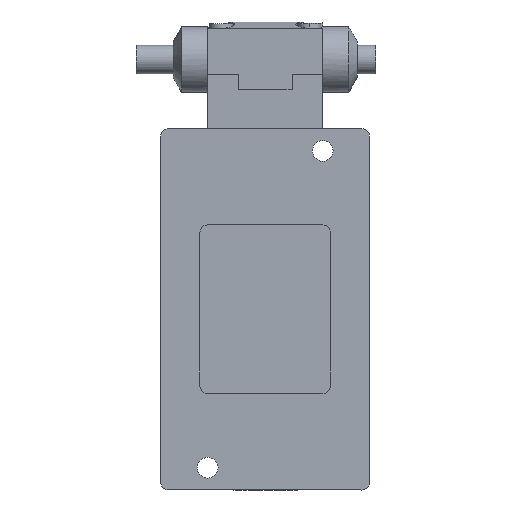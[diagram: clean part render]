
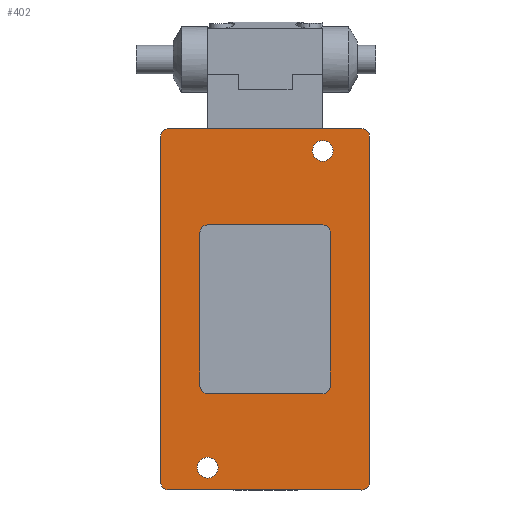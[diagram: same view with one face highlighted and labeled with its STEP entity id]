
A CAD part, front view. The second image highlights one B-rep face of the part: STEP entity #402.
In plain terms, the highlighted planar face has unit normal (0, -1, 0).
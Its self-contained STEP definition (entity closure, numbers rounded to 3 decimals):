
#402=ADVANCED_FACE('FACE98',(#892,#893,#894,#895),#896,.T.);
#892=FACE_BOUND('',#1473,.T.);
#893=FACE_BOUND('',#1474,.T.);
#894=FACE_BOUND('',#1475,.T.);
#895=FACE_OUTER_BOUND('',#1476,.T.);
#896=PLANE('',#1477);
#1473=EDGE_LOOP('',(#2536,#2537,#2538,#2539,#2540,#2541,#2542,#2543));
#1474=EDGE_LOOP('',(#2544,#2545));
#1475=EDGE_LOOP('',(#2546,#2547));
#1476=EDGE_LOOP('',(#2548,#2549,#2550,#2551,#2552,#2553,#2554,#2555));
#1477=AXIS2_PLACEMENT_3D('',#2556,#2557,#2558);
#2536=ORIENTED_EDGE('',*,*,#3571,.T.);
#2537=ORIENTED_EDGE('',*,*,#3568,.T.);
#2538=ORIENTED_EDGE('',*,*,#3565,.T.);
#2539=ORIENTED_EDGE('',*,*,#3562,.T.);
#2540=ORIENTED_EDGE('',*,*,#3559,.T.);
#2541=ORIENTED_EDGE('',*,*,#3556,.T.);
#2542=ORIENTED_EDGE('',*,*,#3553,.T.);
#2543=ORIENTED_EDGE('',*,*,#3550,.T.);
#2544=ORIENTED_EDGE('',*,*,#3605,.T.);
#2545=ORIENTED_EDGE('',*,*,#3607,.T.);
#2546=ORIENTED_EDGE('',*,*,#3597,.T.);
#2547=ORIENTED_EDGE('',*,*,#3599,.T.);
#2548=ORIENTED_EDGE('',*,*,#3589,.T.);
#2549=ORIENTED_EDGE('',*,*,#3592,.T.);
#2550=ORIENTED_EDGE('',*,*,#3575,.T.);
#2551=ORIENTED_EDGE('',*,*,#3711,.T.);
#2552=ORIENTED_EDGE('',*,*,#3713,.T.);
#2553=ORIENTED_EDGE('',*,*,#3714,.T.);
#2554=ORIENTED_EDGE('',*,*,#3580,.T.);
#2555=ORIENTED_EDGE('',*,*,#3585,.T.);
#2556=CARTESIAN_POINT('',(0.,-27.178,59.817));
#2557=DIRECTION('',(0.0,-1.0,0.0));
#2558=DIRECTION('',(0.0,0.0,-1.0));
#3550=EDGE_CURVE('EDGE120',#4262,#4260,#4263,.T.);
#3553=EDGE_CURVE('EDGE122',#4266,#4262,#4267,.T.);
#3556=EDGE_CURVE('EDGE124',#4270,#4266,#4271,.T.);
#3559=EDGE_CURVE('EDGE126',#4274,#4270,#4275,.T.);
#3562=EDGE_CURVE('EDGE128',#4278,#4274,#4279,.T.);
#3565=EDGE_CURVE('EDGE130',#4282,#4278,#4283,.T.);
#3568=EDGE_CURVE('EDGE132',#4286,#4282,#4287,.T.);
#3571=EDGE_CURVE('EDGE134',#4260,#4286,#4290,.T.);
#3575=EDGE_CURVE('EDGE137',#4297,#4295,#4298,.T.);
#3580=EDGE_CURVE('EDGE141',#4306,#4304,#4307,.T.);
#3585=EDGE_CURVE('EDGE145',#4304,#4312,#4314,.T.);
#3589=EDGE_CURVE('EDGE148',#4312,#4318,#4320,.T.);
#3592=EDGE_CURVE('EDGE150',#4318,#4297,#4323,.T.);
#3597=EDGE_CURVE('EDGE154',#4326,#4330,#4332,.T.);
#3599=EDGE_CURVE('EDGE155',#4330,#4326,#4334,.T.);
#3605=EDGE_CURVE('EDGE160',#4338,#4342,#4344,.T.);
#3607=EDGE_CURVE('EDGE161',#4342,#4338,#4346,.T.);
#3711=EDGE_CURVE('EDGE237',#4295,#4494,#4496,.T.);
#3713=EDGE_CURVE('EDGE238',#4494,#4498,#4499,.T.);
#3714=EDGE_CURVE('EDGE239',#4498,#4306,#4500,.T.);
#4260=VERTEX_POINT('VERTEX79',#5227);
#4262=VERTEX_POINT('VERTEX80',#5230);
#4263=LINE('',#5231,#5232);
#4266=VERTEX_POINT('VERTEX81',#5236);
#4267=CIRCLE('',#5237,2.54);
#4270=VERTEX_POINT('VERTEX82',#5241);
#4271=LINE('',#5242,#5243);
#4274=VERTEX_POINT('VERTEX83',#5247);
#4275=CIRCLE('',#5248,2.54);
#4278=VERTEX_POINT('VERTEX84',#5252);
#4279=LINE('',#5253,#5254);
#4282=VERTEX_POINT('VERTEX85',#5258);
#4283=CIRCLE('',#5259,2.54);
#4286=VERTEX_POINT('VERTEX86',#5263);
#4287=LINE('',#5264,#5265);
#4290=CIRCLE('',#5269,2.54);
#4295=VERTEX_POINT('VERTEX89',#5275);
#4297=VERTEX_POINT('VERTEX90',#5278);
#4298=LINE('',#5279,#5280);
#4304=VERTEX_POINT('VERTEX93',#5288);
#4306=VERTEX_POINT('VERTEX94',#5291);
#4307=LINE('',#5292,#5293);
#4312=VERTEX_POINT('VERTEX96',#5299);
#4314=CIRCLE('',#5302,2.54);
#4318=VERTEX_POINT('VERTEX98',#5307);
#4320=LINE('',#5310,#5311);
#4323=CIRCLE('',#5314,2.54);
#4326=VERTEX_POINT('VERTEX100',#5317);
#4330=VERTEX_POINT('VERTEX102',#5322);
#4332=CIRCLE('',#5325,3.429);
#4334=CIRCLE('',#5327,3.429);
#4338=VERTEX_POINT('VERTEX104',#5331);
#4342=VERTEX_POINT('VERTEX106',#5336);
#4344=CIRCLE('',#5339,3.429);
#4346=CIRCLE('',#5341,3.429);
#4494=VERTEX_POINT('VERTEX152',#5541);
#4496=CIRCLE('',#5544,2.54);
#4498=VERTEX_POINT('VERTEX153',#5546);
#4499=LINE('',#5547,#5548);
#4500=CIRCLE('',#5549,2.54);
#5227=CARTESIAN_POINT('',(21.59,-27.178,34.417));
#5230=CARTESIAN_POINT('',(21.59,-27.178,85.217));
#5231=CARTESIAN_POINT('',(21.59,-27.178,47.117));
#5232=VECTOR('',#6367,25.4);
#5236=CARTESIAN_POINT('',(19.05,-27.178,87.757));
#5237=AXIS2_PLACEMENT_3D('',#6369,#6370,#6371);
#5241=CARTESIAN_POINT('',(-19.05,-27.178,87.757));
#5242=CARTESIAN_POINT('',(9.525,-27.178,87.757));
#5243=VECTOR('',#6373,25.4);
#5247=CARTESIAN_POINT('',(-21.59,-27.178,85.217));
#5248=AXIS2_PLACEMENT_3D('',#6375,#6376,#6377);
#5252=CARTESIAN_POINT('',(-21.59,-27.178,34.417));
#5253=CARTESIAN_POINT('',(-21.59,-27.178,72.517));
#5254=VECTOR('',#6379,25.4);
#5258=CARTESIAN_POINT('',(-19.05,-27.178,31.877));
#5259=AXIS2_PLACEMENT_3D('',#6381,#6382,#6383);
#5263=CARTESIAN_POINT('',(19.05,-27.178,31.877));
#5264=CARTESIAN_POINT('',(0.,-27.178,31.877));
#5265=VECTOR('',#6385,25.4);
#5269=AXIS2_PLACEMENT_3D('',#6387,#6388,#6389);
#5275=CARTESIAN_POINT('',(34.544,-27.178,117.094));
#5278=CARTESIAN_POINT('',(34.544,-27.178,2.54));
#5279=CARTESIAN_POINT('',(34.544,-27.178,2.54));
#5280=VECTOR('',#6392,25.4);
#5288=CARTESIAN_POINT('',(-34.544,-27.178,2.54));
#5291=CARTESIAN_POINT('',(-34.544,-27.178,117.094));
#5292=CARTESIAN_POINT('',(-34.544,-27.178,117.094));
#5293=VECTOR('',#6396,25.4);
#5299=CARTESIAN_POINT('',(-32.004,-27.178,0.));
#5302=AXIS2_PLACEMENT_3D('',#6402,#6403,#6404);
#5307=CARTESIAN_POINT('',(32.004,-27.178,0.0));
#5310=CARTESIAN_POINT('',(0.0,-27.178,0.0));
#5311=VECTOR('',#6407,25.4);
#5314=AXIS2_PLACEMENT_3D('',#6411,#6412,#6413);
#5317=CARTESIAN_POINT('',(22.479,-27.178,112.268));
#5322=CARTESIAN_POINT('',(15.621,-27.178,112.268));
#5325=AXIS2_PLACEMENT_3D('',#6419,#6420,#6421);
#5327=AXIS2_PLACEMENT_3D('',#6422,#6423,#6424);
#5331=CARTESIAN_POINT('',(-15.621,-27.178,7.366));
#5336=CARTESIAN_POINT('',(-22.479,-27.178,7.366));
#5339=AXIS2_PLACEMENT_3D('',#6433,#6434,#6435);
#5341=AXIS2_PLACEMENT_3D('',#6436,#6437,#6438);
#5541=CARTESIAN_POINT('',(32.004,-27.178,119.634));
#5544=AXIS2_PLACEMENT_3D('',#6558,#6559,#6560);
#5546=CARTESIAN_POINT('',(-32.004,-27.178,119.634));
#5547=CARTESIAN_POINT('',(32.004,-27.178,119.634));
#5548=VECTOR('',#6561,25.4);
#5549=AXIS2_PLACEMENT_3D('',#6562,#6563,#6564);
#6367=DIRECTION('',(0.,0.0,-1.0));
#6369=CARTESIAN_POINT('',(19.05,-27.178,85.217));
#6370=DIRECTION('',(-0.0,1.0,0.0));
#6371=DIRECTION('',(1.0,0.0,0.));
#6373=DIRECTION('',(1.0,0.0,0.0));
#6375=CARTESIAN_POINT('',(-19.05,-27.178,85.217));
#6376=DIRECTION('',(0.0,1.0,0.0));
#6377=DIRECTION('',(0.,0.0,1.0));
#6379=DIRECTION('',(0.,0.0,1.0));
#6381=CARTESIAN_POINT('',(-19.05,-27.178,34.417));
#6382=DIRECTION('',(0.0,1.0,0.0));
#6383=DIRECTION('',(-1.0,0.0,0.));
#6385=DIRECTION('',(-1.0,0.0,0.0));
#6387=CARTESIAN_POINT('',(19.05,-27.178,34.417));
#6388=DIRECTION('',(0.0,1.0,0.0));
#6389=DIRECTION('',(0.,0.0,-1.0));
#6392=DIRECTION('',(0.,0.0,1.0));
#6396=DIRECTION('',(0.,0.0,-1.0));
#6402=CARTESIAN_POINT('',(-32.004,-27.178,2.54));
#6403=DIRECTION('',(0.0,-1.0,-0.0));
#6404=DIRECTION('',(-1.0,0.0,0.));
#6407=DIRECTION('',(1.0,0.0,0.0));
#6411=CARTESIAN_POINT('',(32.004,-27.178,2.54));
#6412=DIRECTION('',(0.0,-1.0,0.0));
#6413=DIRECTION('',(0.,0.0,-1.0));
#6419=CARTESIAN_POINT('',(19.05,-27.178,112.268));
#6420=DIRECTION('',(-0.0,1.0,0.0));
#6421=DIRECTION('',(1.0,0.0,0.0));
#6422=CARTESIAN_POINT('',(19.05,-27.178,112.268));
#6423=DIRECTION('',(-0.0,1.0,0.0));
#6424=DIRECTION('',(1.0,0.0,0.0));
#6433=CARTESIAN_POINT('',(-19.05,-27.178,7.366));
#6434=DIRECTION('',(-0.0,1.0,0.0));
#6435=DIRECTION('',(1.0,0.0,0.0));
#6436=CARTESIAN_POINT('',(-19.05,-27.178,7.366));
#6437=DIRECTION('',(-0.0,1.0,0.0));
#6438=DIRECTION('',(1.0,0.0,0.0));
#6558=CARTESIAN_POINT('',(32.004,-27.178,117.094));
#6559=DIRECTION('',(0.0,-1.0,0.0));
#6560=DIRECTION('',(1.0,0.0,0.));
#6561=DIRECTION('',(-1.0,0.0,0.0));
#6562=CARTESIAN_POINT('',(-32.004,-27.178,117.094));
#6563=DIRECTION('',(0.0,-1.0,0.0));
#6564=DIRECTION('',(0.,0.0,1.0));
